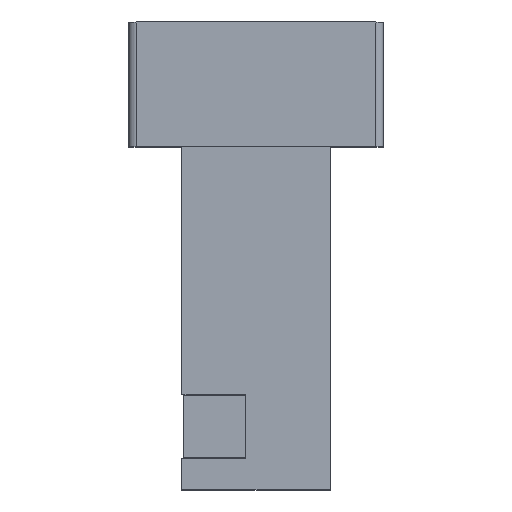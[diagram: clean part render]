
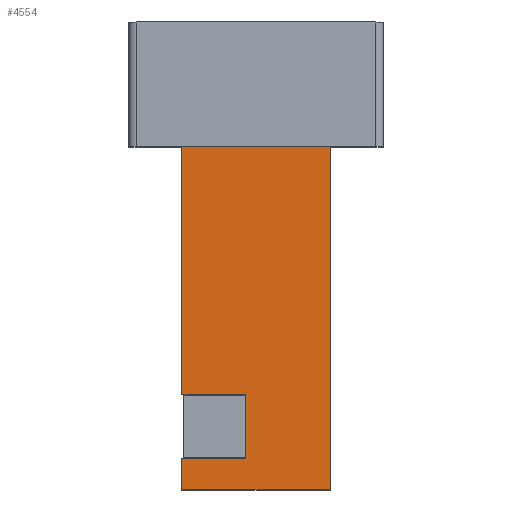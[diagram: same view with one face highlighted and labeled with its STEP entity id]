
A CAD part, top view. The second image highlights one B-rep face of the part: STEP entity #4554.
In plain terms, the highlighted face is planar.
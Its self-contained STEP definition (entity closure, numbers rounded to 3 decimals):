
#30 = VECTOR ( 'NONE', #1881, 1000. ) ;
#795 = EDGE_LOOP ( 'NONE', ( #1463, #1464, #1462, #1465, #1466, #1467, #1468, #1470 ) ) ;
#1462 = ORIENTED_EDGE ( 'NONE', *, *, #4444, .F. ) ;
#1463 = ORIENTED_EDGE ( 'NONE', *, *, #4607, .F. ) ;
#1464 = ORIENTED_EDGE ( 'NONE', *, *, #4443, .F. ) ;
#1465 = ORIENTED_EDGE ( 'NONE', *, *, #4445, .F. ) ;
#1466 = ORIENTED_EDGE ( 'NONE', *, *, #4446, .F. ) ;
#1467 = ORIENTED_EDGE ( 'NONE', *, *, #4447, .F. ) ;
#1468 = ORIENTED_EDGE ( 'NONE', *, *, #4441, .T. ) ;
#1470 = ORIENTED_EDGE ( 'NONE', *, *, #4366, .T. ) ;
#1879 = LINE ( 'NONE', #1880, #30 ) ;
#1880 = CARTESIAN_POINT ( 'NONE',  ( -9.5, 0., -9.5 ) ) ;
#1881 = DIRECTION ( 'NONE',  ( 0., 0., 1. ) ) ;
#2245 = VECTOR ( 'NONE', #3348, 1000. ) ;
#2246 = VECTOR ( 'NONE', #3345, 1000. ) ;
#2248 = VECTOR ( 'NONE', #3342, 1000. ) ;
#2249 = VECTOR ( 'NONE', #3339, 1000. ) ;
#2250 = VECTOR ( 'NONE', #3336, 1000. ) ;
#2252 = VECTOR ( 'NONE', #3330, 1000. ) ;
#2361 = LINE ( 'NONE', #2362, #3084 ) ;
#2362 = CARTESIAN_POINT ( 'NONE',  ( -9.5, 44., 9.5 ) ) ;
#2363 = DIRECTION ( 'NONE',  ( 0., -1., 0. ) ) ;
#2369 = CARTESIAN_POINT ( 'NONE',  ( -9.5, 31.8, 1.3 ) ) ;
#2370 = CARTESIAN_POINT ( 'NONE',  ( -9.5, 40., 1.3 ) ) ;
#2371 = CARTESIAN_POINT ( 'NONE',  ( -9.5, 40., 9.5 ) ) ;
#2372 = CARTESIAN_POINT ( 'NONE',  ( -9.5, 44., 9.5 ) ) ;
#2529 = CARTESIAN_POINT ( 'NONE',  ( -9.5, 31.8, 9.5 ) ) ;
#2530 = CARTESIAN_POINT ( 'NONE',  ( -9.5, 0., 9.5 ) ) ;
#2532 = CARTESIAN_POINT ( 'NONE',  ( -9.5, 0., -9.5 ) ) ;
#2538 = CARTESIAN_POINT ( 'NONE',  ( -9.5, 44., -9.5 ) ) ;
#3015 = FACE_OUTER_BOUND ( 'NONE', #795, .T. ) ;
#3019 = AXIS2_PLACEMENT_3D ( 'NONE', #3686, #3687, #3688 ) ;
#3084 = VECTOR ( 'NONE', #2363, 1000. ) ;
#3328 = LINE ( 'NONE', #3329, #2252 ) ;
#3329 = CARTESIAN_POINT ( 'NONE',  ( -9.5, 44., -9.5 ) ) ;
#3330 = DIRECTION ( 'NONE',  ( 0., -1., 0. ) ) ;
#3334 = LINE ( 'NONE', #3335, #2250 ) ;
#3335 = CARTESIAN_POINT ( 'NONE',  ( -9.5, 31.8, 1.3 ) ) ;
#3336 = DIRECTION ( 'NONE',  ( 0., 0., 1. ) ) ;
#3337 = LINE ( 'NONE', #3338, #2249 ) ;
#3338 = CARTESIAN_POINT ( 'NONE',  ( -9.5, 40., 1.3 ) ) ;
#3339 = DIRECTION ( 'NONE',  ( 0., -1., 0. ) ) ;
#3340 = LINE ( 'NONE', #3341, #2248 ) ;
#3341 = CARTESIAN_POINT ( 'NONE',  ( -9.5, 40., 9.5 ) ) ;
#3342 = DIRECTION ( 'NONE',  ( 0., 0., -1. ) ) ;
#3343 = LINE ( 'NONE', #3344, #2246 ) ;
#3344 = CARTESIAN_POINT ( 'NONE',  ( -9.5, 44., 9.5 ) ) ;
#3345 = DIRECTION ( 'NONE',  ( 0., -1., 0. ) ) ;
#3346 = LINE ( 'NONE', #3347, #2245 ) ;
#3347 = CARTESIAN_POINT ( 'NONE',  ( -9.5, 44., -9.5 ) ) ;
#3348 = DIRECTION ( 'NONE',  ( 0., 0., 1. ) ) ;
#3682 = PLANE ( 'NONE',  #3019 ) ;
#3686 = CARTESIAN_POINT ( 'NONE',  ( -9.5, 44., -9.5 ) ) ;
#3687 = DIRECTION ( 'NONE',  ( 1., 0., 0. ) ) ;
#3688 = DIRECTION ( 'NONE',  ( 0., 0., -1. ) ) ;
#4366 = EDGE_CURVE ( 'NONE', #5071, #5069, #1879, .T. ) ;
#4441 = EDGE_CURVE ( 'NONE', #5077, #5071, #3328, .T. ) ;
#4443 = EDGE_CURVE ( 'NONE', #4907, #5068, #3334, .T. ) ;
#4444 = EDGE_CURVE ( 'NONE', #4908, #4907, #3337, .T. ) ;
#4445 = EDGE_CURVE ( 'NONE', #4909, #4908, #3340, .T. ) ;
#4446 = EDGE_CURVE ( 'NONE', #4910, #4909, #3343, .T. ) ;
#4447 = EDGE_CURVE ( 'NONE', #5077, #4910, #3346, .T. ) ;
#4554 = ADVANCED_FACE ( 'NONE', ( #3015 ), #3682, .F. ) ;
#4607 = EDGE_CURVE ( 'NONE', #5068, #5069, #2361, .T. ) ;
#4907 = VERTEX_POINT ( 'NONE', #2369 ) ;
#4908 = VERTEX_POINT ( 'NONE', #2370 ) ;
#4909 = VERTEX_POINT ( 'NONE', #2371 ) ;
#4910 = VERTEX_POINT ( 'NONE', #2372 ) ;
#5068 = VERTEX_POINT ( 'NONE', #2529 ) ;
#5069 = VERTEX_POINT ( 'NONE', #2530 ) ;
#5071 = VERTEX_POINT ( 'NONE', #2532 ) ;
#5077 = VERTEX_POINT ( 'NONE', #2538 ) ;
